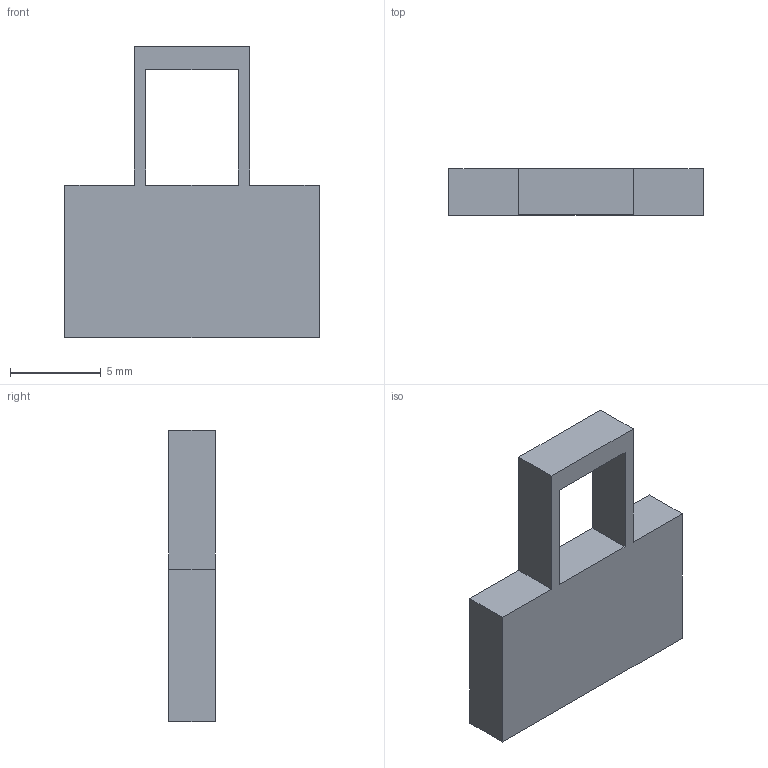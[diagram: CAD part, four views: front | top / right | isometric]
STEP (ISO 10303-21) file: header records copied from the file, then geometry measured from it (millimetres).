
FILE_DESCRIPTION(('produced by SPATIAL CORP'),'2;1');
FILE_NAME( 'mnlsr-adpt.prt.hh.sat.stp', '2002-04-19T13:58:52+00:00',('SPATIAL CORP'),('SPATIAL CORP'), 'ACIS STEP Husk','http://www.spatial.com','SPATIAL CORP');
FILE_SCHEMA(('CONFIG_CONTROL_DESIGN'));
Length unit declared in the file: millimetre
Products named in the file (1): PRODUCT_ID_1
Bounding box: 13.97 x 2.54 x 16 mm (x, y, z)
Volume: 338.4 mm3; surface area: 476.8 mm2
Topology: 1 solids, 1 shells, 14 faces, 36 edges, 24 vertices
Faces by surface type: plane 14
Entity records: 509 total; most frequent: CARTESIAN_POINT 74, ORIENTED_EDGE 72, DIRECTION 64, VECTOR 36, LINE 36, EDGE_CURVE 36, VERTEX_POINT 24, EDGE_LOOP 16
